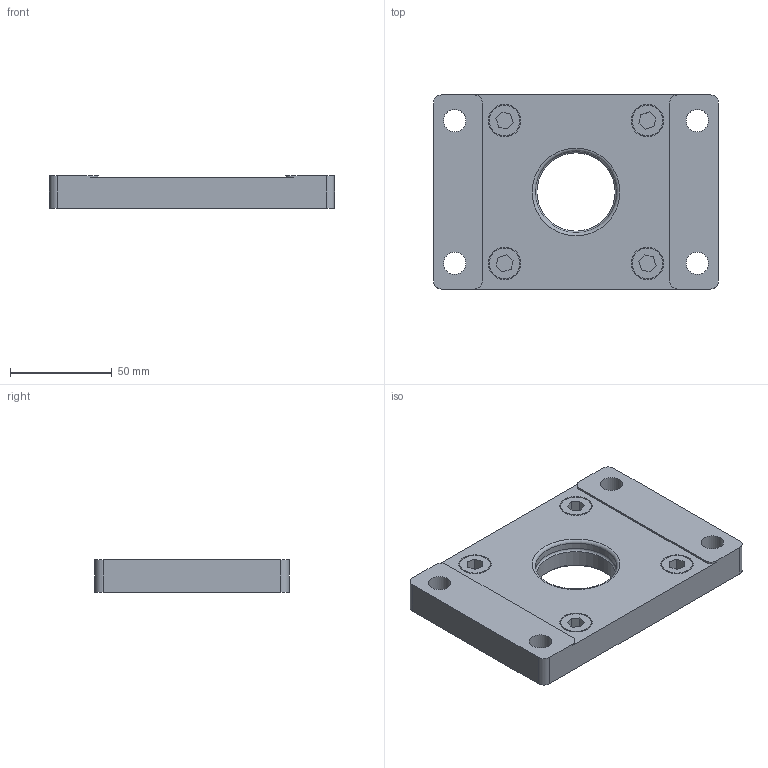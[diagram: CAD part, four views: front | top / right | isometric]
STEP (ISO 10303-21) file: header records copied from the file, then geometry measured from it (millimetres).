
FILE_DESCRIPTION(/* description */ ('Unknown'),/* implementation_level */ '2;1');
FILE_NAME(/* name */ '1309.325.03F',/* time_stamp */ '2022-03-08T14:11:04-05:00',/* author */ ('Unknown'),/* organization */ ('Unknown'),/* preprocessor_version */ 'ST-DEVELOPER v18.1',/* originating_system */ 'Solid Edge',/* authorisation */ 'Unknown');
FILE_SCHEMA (('AUTOMOTIVE_DESIGN {1 0 10303 214 3 1 1}'));
Length unit declared in the file: millimetre
Products named in the file (1): 1309.325.03F
Bounding box: 139.75 x 95.2 x 15.9 mm (x, y, z)
Volume: 175693.3 mm3; surface area: 39915.8 mm2
Topology: 1 solids, 1 shells, 79 faces, 188 edges, 127 vertices
Faces by surface type: plane 50, cylinder 26, torus 2, cone 1
Full cylindrical faces by diameter (mm): 8.75 x4, 11 x4, 15 x4, 16 x4, 38.4 x1, 40 x1
Entity records: 2160 total; most frequent: DIRECTION 372, CARTESIAN_POINT 356, ORIENTED_EDGE 316, EDGE_CURVE 158, AXIS2_PLACEMENT_3D 134, EDGE_LOOP 126, FACE_BOUND 126, VERTEX_POINT 118
